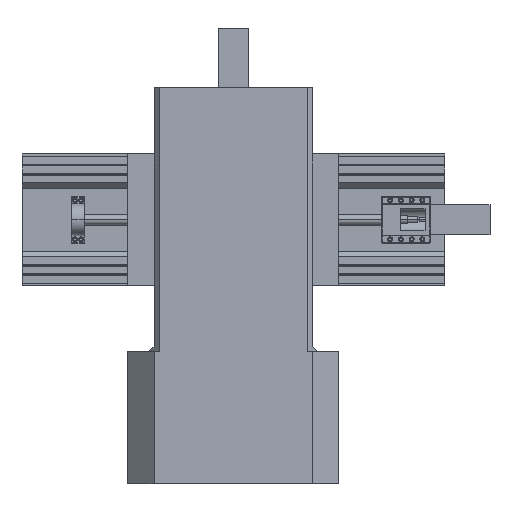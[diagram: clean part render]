
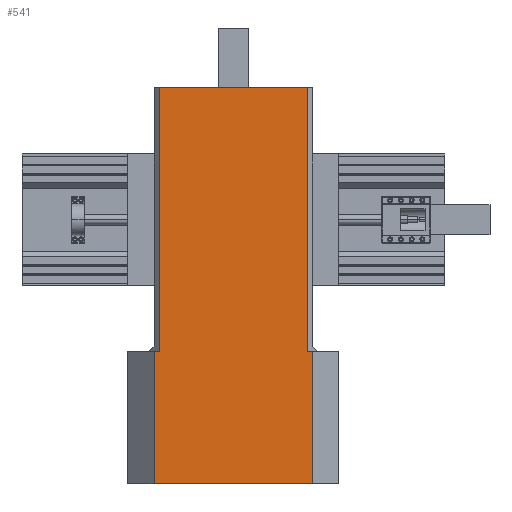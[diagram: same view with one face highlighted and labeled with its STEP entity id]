
A CAD part, front view. The second image highlights one B-rep face of the part: STEP entity #541.
In plain terms, the highlighted free-form (B-spline) face has degree [1, 1] with [2, 2] control points.
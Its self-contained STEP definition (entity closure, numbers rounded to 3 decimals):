
#541 = ADVANCED_FACE('',(#542),#600,.T.);
#542 = FACE_BOUND('',#543,.T.);
#543 = EDGE_LOOP('',(#544,#553,#560,#567,#574,#581,#588,#595));
#544 = ORIENTED_EDGE('',*,*,#545,.F.);
#545 = EDGE_CURVE('',#546,#548,#550,.T.);
#546 = VERTEX_POINT('',#547);
#547 = CARTESIAN_POINT('',(-210.081,0.,-350.135));
#548 = VERTEX_POINT('',#549);
#549 = CARTESIAN_POINT('',(-196.076,0.,-350.135));
#550 = B_SPLINE_CURVE_WITH_KNOTS('',1,(#551,#552),.UNSPECIFIED.,.F.,.F.,
  (2,2),(0.,1.),.PIECEWISE_BEZIER_KNOTS.);
#551 = CARTESIAN_POINT('',(-210.081,0.,-350.135));
#552 = CARTESIAN_POINT('',(-196.076,0.,-350.135));
#553 = ORIENTED_EDGE('',*,*,#554,.F.);
#554 = EDGE_CURVE('',#555,#546,#557,.T.);
#555 = VERTEX_POINT('',#556);
#556 = CARTESIAN_POINT('',(-210.081,0.,-700.271));
#557 = B_SPLINE_CURVE_WITH_KNOTS('',1,(#558,#559),.UNSPECIFIED.,.F.,.F.,
  (2,2),(0.,1.),.PIECEWISE_BEZIER_KNOTS.);
#558 = CARTESIAN_POINT('',(-210.081,0.,-700.271));
#559 = CARTESIAN_POINT('',(-210.081,0.,-350.135));
#560 = ORIENTED_EDGE('',*,*,#561,.F.);
#561 = EDGE_CURVE('',#562,#555,#564,.T.);
#562 = VERTEX_POINT('',#563);
#563 = CARTESIAN_POINT('',(210.081,0.,-700.271));
#564 = B_SPLINE_CURVE_WITH_KNOTS('',1,(#565,#566),.UNSPECIFIED.,.F.,.F.,
  (2,2),(0.,1.),.PIECEWISE_BEZIER_KNOTS.);
#565 = CARTESIAN_POINT('',(210.081,0.,-700.271));
#566 = CARTESIAN_POINT('',(-210.081,0.,-700.271));
#567 = ORIENTED_EDGE('',*,*,#568,.F.);
#568 = EDGE_CURVE('',#569,#562,#571,.T.);
#569 = VERTEX_POINT('',#570);
#570 = CARTESIAN_POINT('',(210.081,0.,-350.135));
#571 = B_SPLINE_CURVE_WITH_KNOTS('',1,(#572,#573),.UNSPECIFIED.,.F.,.F.,
  (2,2),(0.,1.),.PIECEWISE_BEZIER_KNOTS.);
#572 = CARTESIAN_POINT('',(210.081,0.,-350.135));
#573 = CARTESIAN_POINT('',(210.081,0.,-700.271));
#574 = ORIENTED_EDGE('',*,*,#575,.F.);
#575 = EDGE_CURVE('',#576,#569,#578,.T.);
#576 = VERTEX_POINT('',#577);
#577 = CARTESIAN_POINT('',(196.076,0.,-350.135));
#578 = B_SPLINE_CURVE_WITH_KNOTS('',1,(#579,#580),.UNSPECIFIED.,.F.,.F.,
  (2,2),(0.,1.),.PIECEWISE_BEZIER_KNOTS.);
#579 = CARTESIAN_POINT('',(196.076,0.,-350.135));
#580 = CARTESIAN_POINT('',(210.081,0.,-350.135));
#581 = ORIENTED_EDGE('',*,*,#582,.F.);
#582 = EDGE_CURVE('',#583,#576,#585,.T.);
#583 = VERTEX_POINT('',#584);
#584 = CARTESIAN_POINT('',(196.076,0.,350.135));
#585 = B_SPLINE_CURVE_WITH_KNOTS('',1,(#586,#587),.UNSPECIFIED.,.F.,.F.,
  (2,2),(0.,1.),.PIECEWISE_BEZIER_KNOTS.);
#586 = CARTESIAN_POINT('',(196.076,0.,350.135));
#587 = CARTESIAN_POINT('',(196.076,0.,-350.135));
#588 = ORIENTED_EDGE('',*,*,#589,.F.);
#589 = EDGE_CURVE('',#590,#583,#592,.T.);
#590 = VERTEX_POINT('',#591);
#591 = CARTESIAN_POINT('',(-196.076,0.,350.135));
#592 = B_SPLINE_CURVE_WITH_KNOTS('',1,(#593,#594),.UNSPECIFIED.,.F.,.F.,
  (2,2),(0.,1.),.PIECEWISE_BEZIER_KNOTS.);
#593 = CARTESIAN_POINT('',(-196.076,0.,350.135));
#594 = CARTESIAN_POINT('',(196.076,0.,350.135));
#595 = ORIENTED_EDGE('',*,*,#596,.F.);
#596 = EDGE_CURVE('',#548,#590,#597,.T.);
#597 = B_SPLINE_CURVE_WITH_KNOTS('',1,(#598,#599),.UNSPECIFIED.,.F.,.F.,
  (2,2),(0.,1.),.PIECEWISE_BEZIER_KNOTS.);
#598 = CARTESIAN_POINT('',(-196.076,0.,-350.135));
#599 = CARTESIAN_POINT('',(-196.076,0.,350.135));
#600 = B_SPLINE_SURFACE_WITH_KNOTS('',1,1,(
    (#601,#602)
    ,(#603,#604)),.UNSPECIFIED.,.F.,.F.,.F.,(2,2),(2,2),(0.,1.),(0.,1.),
  .PIECEWISE_BEZIER_KNOTS.);
#601 = CARTESIAN_POINT('',(-280.108,0.,350.135));
#602 = CARTESIAN_POINT('',(280.108,0.,350.135));
#603 = CARTESIAN_POINT('',(-280.108,0.,-700.271));
#604 = CARTESIAN_POINT('',(280.108,0.,-700.271));
